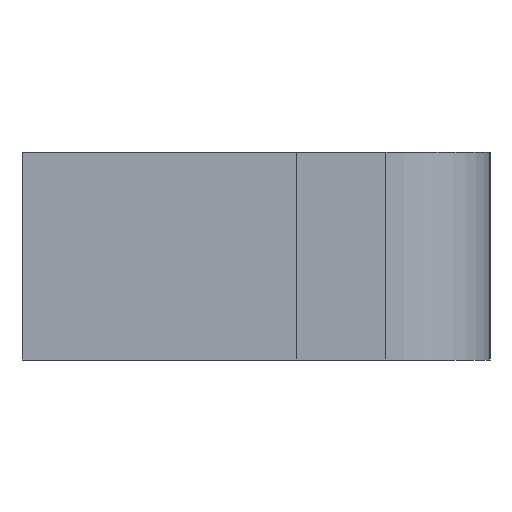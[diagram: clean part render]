
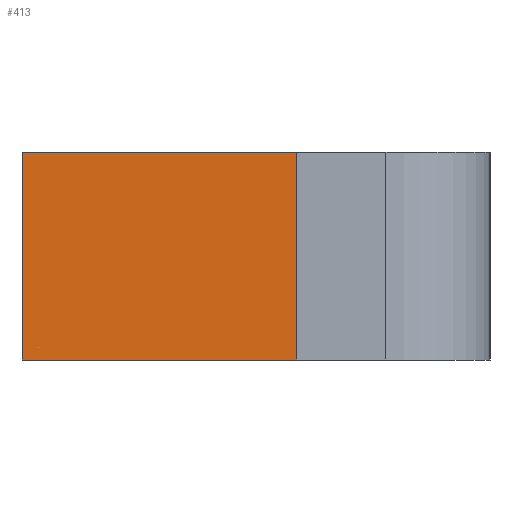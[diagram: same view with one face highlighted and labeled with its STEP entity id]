
A CAD part, left-side view. The second image highlights one B-rep face of the part: STEP entity #413.
In plain terms, the highlighted planar face has unit normal (-1, 0, 0).
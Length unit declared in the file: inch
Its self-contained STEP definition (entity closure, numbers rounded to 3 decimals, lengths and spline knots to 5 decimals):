
#35=PLANE('',#461);
#59=FACE_OUTER_BOUND('',#89,.T.);
#89=EDGE_LOOP('',(#375,#376,#377,#378));
#104=LINE('',#625,#142);
#111=LINE('',#643,#149);
#122=LINE('',#679,#160);
#128=LINE('',#697,#166);
#142=VECTOR('',#496,0.3937);
#149=VECTOR('',#513,0.3937);
#160=VECTOR('',#550,0.3937);
#166=VECTOR('',#578,0.3937);
#200=VERTEX_POINT('',#622);
#201=VERTEX_POINT('',#624);
#206=VERTEX_POINT('',#640);
#207=VERTEX_POINT('',#642);
#240=EDGE_CURVE('',#200,#201,#104,.T.);
#249=EDGE_CURVE('',#206,#207,#111,.T.);
#267=EDGE_CURVE('',#200,#207,#122,.T.);
#274=EDGE_CURVE('',#201,#206,#128,.T.);
#375=ORIENTED_EDGE('',*,*,#267,.T.);
#376=ORIENTED_EDGE('',*,*,#249,.F.);
#377=ORIENTED_EDGE('',*,*,#274,.F.);
#378=ORIENTED_EDGE('',*,*,#240,.F.);
#413=ADVANCED_FACE('',(#59),#35,.F.);
#461=AXIS2_PLACEMENT_3D('',#698,#579,#580);
#496=DIRECTION('',(0.,-1.,0.));
#513=DIRECTION('',(0.,1.,0.));
#550=DIRECTION('',(0.,0.,-1.));
#578=DIRECTION('',(0.,0.,-1.));
#579=DIRECTION('center_axis',(1.,0.,0.));
#580=DIRECTION('ref_axis',(0.,0.,-1.));
#622=CARTESIAN_POINT('',(-1.72,0.,0.125));
#624=CARTESIAN_POINT('',(-1.72,-0.33,0.125));
#625=CARTESIAN_POINT('',(-1.72,0.,0.125));
#640=CARTESIAN_POINT('',(-1.72,-0.33,-0.125));
#642=CARTESIAN_POINT('',(-1.72,0.,-0.125));
#643=CARTESIAN_POINT('',(-1.72,0.,-0.125));
#679=CARTESIAN_POINT('',(-1.72,0.,0.0625));
#697=CARTESIAN_POINT('',(-1.72,-0.33,0.125));
#698=CARTESIAN_POINT('Origin',(-1.72,0.,0.));
